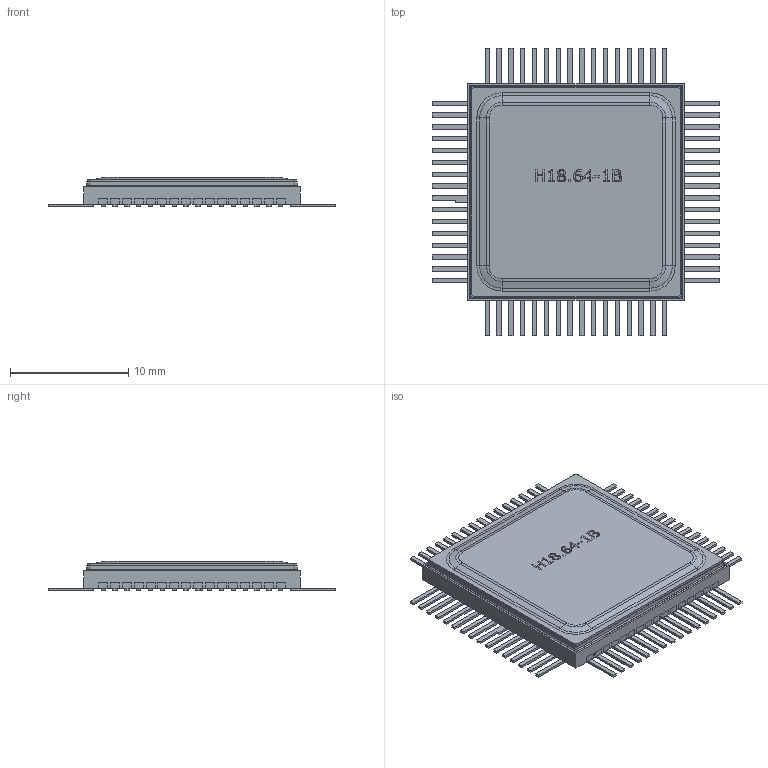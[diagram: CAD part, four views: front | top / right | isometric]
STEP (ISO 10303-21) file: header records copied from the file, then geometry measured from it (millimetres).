
FILE_DESCRIPTION (( 'STEP AP214' ), '1' );
FILE_NAME ('User Library-H18.64-1B.STEP', '2019-03-15T07:57:21', ( '' ), ( '' ), 'SwSTEP 2.0', 'SolidWorks 2019', '' );
FILE_SCHEMA (( 'AUTOMOTIVE_DESIGN' ));
Length unit declared in the file: millimetre
Products named in the file (7): User Library-H18.64-1B__X2_0432044B0432043E0434_X0_; User Library-H18.64-1B; User Library-H18.64-1B__X2_0432044B0432043E0434_X0_1; User Library-H18.64-1B__X2_043C04300440043A04380440043E0432043A0430_X0_; User Library-H18.64-1B__X2_043A0440044B0448043A0430_X0_; User Library-H18.64-1B__X2_043A043E0440043F04430441_X0_; User Library-H18.64-1B__X2_043C043504420430043B043B04380437043004460438044F_X0_
Assembly tree (68 placements, depth 2):
  User Library-H18.64-1B
    User Library-H18.64-1B__X2_043A043E0440043F04430441_X0_
    User Library-H18.64-1B__X2_043C043504420430043B043B04380437043004460438044F_X0_
    User Library-H18.64-1B__X2_043A0440044B0448043A0430_X0_
    User Library-H18.64-1B__X2_0432044B0432043E0434_X0_1
    User Library-H18.64-1B__X2_0432044B0432043E0434_X0_  x63
    User Library-H18.64-1B__X2_043C04300440043A04380440043E0432043A0430_X0_
Bounding box: 24.3 x 24.3 x 2.51 mm (x, y, z)
Volume: 459.1 mm3; surface area: 2051.5 mm2
Topology: 77 solids, 77 shells, 1160 faces, 2941 edges, 1940 vertices
Faces by surface type: plane 1045, bspline 74, cylinder 33, cone 8
Entity records: 13230 total; most frequent: CARTESIAN_POINT 2794, ORIENTED_EDGE 1418, DIRECTION 1241, EDGE_CURVE 709, LINE 499, VECTOR 499, VERTEX_POINT 452, AXIS2_PLACEMENT_3D 371
